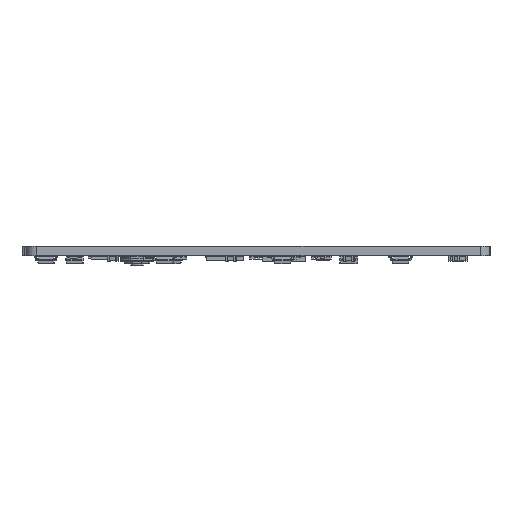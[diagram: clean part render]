
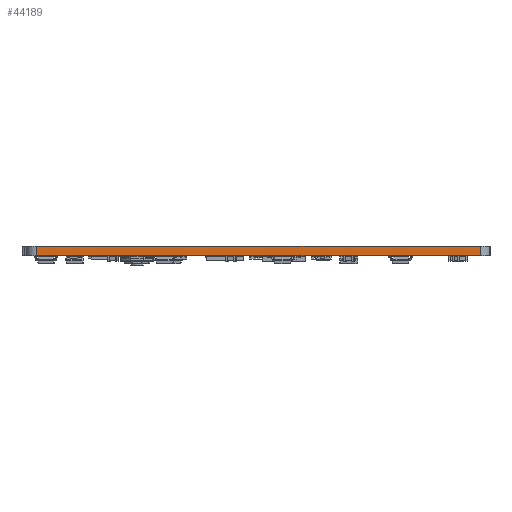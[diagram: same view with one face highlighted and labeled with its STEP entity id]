
A CAD part, left-side view. The second image highlights one B-rep face of the part: STEP entity #44189.
In plain terms, the highlighted planar face has unit normal (-1, 0, 0).
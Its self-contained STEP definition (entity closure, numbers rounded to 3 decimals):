
#32247 = VERTEX_POINT('',#32248);
#32248 = CARTESIAN_POINT('',(21.269,-22.856,0.));
#32255 = EDGE_CURVE('',#32256,#32247,#32258,.T.);
#32256 = VERTEX_POINT('',#32257);
#32257 = CARTESIAN_POINT('',(21.269,-94.294,0.));
#32258 = LINE('',#32259,#32260);
#32259 = CARTESIAN_POINT('',(21.269,-94.294,0.));
#32260 = VECTOR('',#32261,1.);
#32261 = DIRECTION('',(0.,1.,0.));
#38116 = VERTEX_POINT('',#38117);
#38117 = CARTESIAN_POINT('',(21.269,-22.856,1.51));
#38124 = EDGE_CURVE('',#38125,#38116,#38127,.T.);
#38125 = VERTEX_POINT('',#38126);
#38126 = CARTESIAN_POINT('',(21.269,-94.294,1.51));
#38127 = LINE('',#38128,#38129);
#38128 = CARTESIAN_POINT('',(21.269,-94.294,1.51));
#38129 = VECTOR('',#38130,1.);
#38130 = DIRECTION('',(0.,1.,0.));
#44159 = EDGE_CURVE('',#32247,#38116,#44160,.T.);
#44160 = LINE('',#44161,#44162);
#44161 = CARTESIAN_POINT('',(21.269,-22.856,0.));
#44162 = VECTOR('',#44163,1.);
#44163 = DIRECTION('',(0.,0.,1.));
#44189 = ADVANCED_FACE('',(#44190),#44201,.T.);
#44190 = FACE_BOUND('',#44191,.T.);
#44191 = EDGE_LOOP('',(#44192,#44198,#44199,#44200));
#44192 = ORIENTED_EDGE('',*,*,#44193,.T.);
#44193 = EDGE_CURVE('',#32256,#38125,#44194,.T.);
#44194 = LINE('',#44195,#44196);
#44195 = CARTESIAN_POINT('',(21.269,-94.294,0.));
#44196 = VECTOR('',#44197,1.);
#44197 = DIRECTION('',(0.,0.,1.));
#44198 = ORIENTED_EDGE('',*,*,#38124,.T.);
#44199 = ORIENTED_EDGE('',*,*,#44159,.F.);
#44200 = ORIENTED_EDGE('',*,*,#32255,.F.);
#44201 = PLANE('',#44202);
#44202 = AXIS2_PLACEMENT_3D('',#44203,#44204,#44205);
#44203 = CARTESIAN_POINT('',(21.269,-94.294,0.));
#44204 = DIRECTION('',(-1.,0.,0.));
#44205 = DIRECTION('',(0.,1.,0.));
